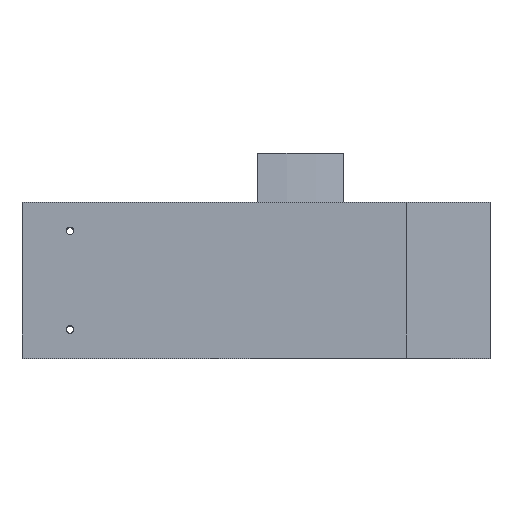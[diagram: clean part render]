
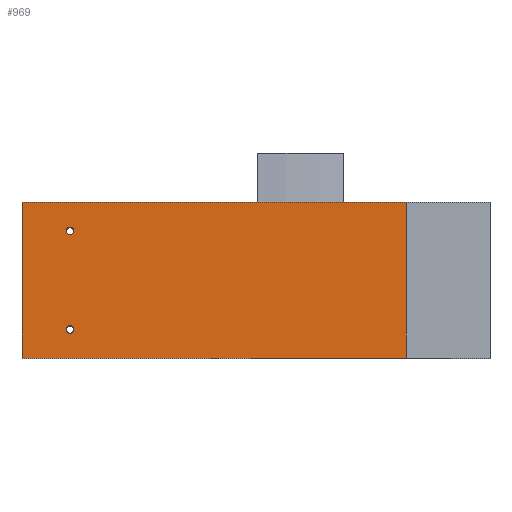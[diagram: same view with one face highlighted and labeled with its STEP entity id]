
A CAD part, top view. The second image highlights one B-rep face of the part: STEP entity #969.
In plain terms, the highlighted planar face has unit normal (0, 0, 1).
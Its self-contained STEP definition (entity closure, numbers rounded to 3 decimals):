
#39=FACE_BOUND('',#189,.T.);
#40=FACE_BOUND('',#190,.T.);
#69=PLANE('',#1081);
#118=FACE_OUTER_BOUND('',#188,.T.);
#188=EDGE_LOOP('',(#830,#831,#832,#833));
#189=EDGE_LOOP('',(#834));
#190=EDGE_LOOP('',(#835));
#256=LINE('',#1513,#342);
#271=LINE('',#1542,#357);
#272=LINE('',#1554,#358);
#284=LINE('',#1688,#370);
#342=VECTOR('',#1232,10.);
#357=VECTOR('',#1255,10.);
#358=VECTOR('',#1268,10.);
#370=VECTOR('',#1330,10.);
#394=CIRCLE('',#1031,1.625);
#398=CIRCLE('',#1037,1.625);
#452=VERTEX_POINT('',#1456);
#456=VERTEX_POINT('',#1468);
#472=VERTEX_POINT('',#1510);
#473=VERTEX_POINT('',#1512);
#483=VERTEX_POINT('',#1540);
#488=VERTEX_POINT('',#1553);
#552=EDGE_CURVE('',#452,#452,#394,.T.);
#558=EDGE_CURVE('',#456,#456,#398,.T.);
#579=EDGE_CURVE('',#473,#472,#256,.T.);
#594=EDGE_CURVE('',#472,#483,#271,.T.);
#600=EDGE_CURVE('',#488,#473,#272,.T.);
#628=EDGE_CURVE('',#488,#483,#284,.T.);
#830=ORIENTED_EDGE('',*,*,#579,.T.);
#831=ORIENTED_EDGE('',*,*,#594,.T.);
#832=ORIENTED_EDGE('',*,*,#628,.F.);
#833=ORIENTED_EDGE('',*,*,#600,.T.);
#834=ORIENTED_EDGE('',*,*,#552,.T.);
#835=ORIENTED_EDGE('',*,*,#558,.T.);
#969=ADVANCED_FACE('',(#118,#39,#40),#69,.T.);
#1031=AXIS2_PLACEMENT_3D('',#1457,#1181,#1182);
#1037=AXIS2_PLACEMENT_3D('',#1469,#1195,#1196);
#1081=AXIS2_PLACEMENT_3D('',#1687,#1328,#1329);
#1181=DIRECTION('center_axis',(0.,0.,-1.));
#1182=DIRECTION('ref_axis',(1.,0.,0.));
#1195=DIRECTION('center_axis',(0.,0.,-1.));
#1196=DIRECTION('ref_axis',(1.,0.,0.));
#1232=DIRECTION('',(0.,-1.,0.));
#1255=DIRECTION('',(1.,0.,0.));
#1268=DIRECTION('',(-1.,0.,0.));
#1328=DIRECTION('center_axis',(0.,0.,1.));
#1329=DIRECTION('ref_axis',(-1.,0.,0.));
#1330=DIRECTION('',(0.,-1.,0.));
#1456=CARTESIAN_POINT('',(-1.625,-118.,100.));
#1457=CARTESIAN_POINT('Origin',(0.,-118.,100.));
#1468=CARTESIAN_POINT('',(-1.625,-77.,100.));
#1469=CARTESIAN_POINT('Origin',(0.,-77.,100.));
#1510=CARTESIAN_POINT('',(-20.,-130.,100.));
#1512=CARTESIAN_POINT('',(-20.,-65.,100.));
#1513=CARTESIAN_POINT('',(-20.,-32.5,100.));
#1540=CARTESIAN_POINT('',(140.,-130.,100.));
#1542=CARTESIAN_POINT('',(40.291,-130.,100.));
#1553=CARTESIAN_POINT('',(140.,-65.,100.));
#1554=CARTESIAN_POINT('',(125.,-65.,100.));
#1687=CARTESIAN_POINT('Origin',(75.,0.,100.));
#1688=CARTESIAN_POINT('',(140.,0.,100.));
